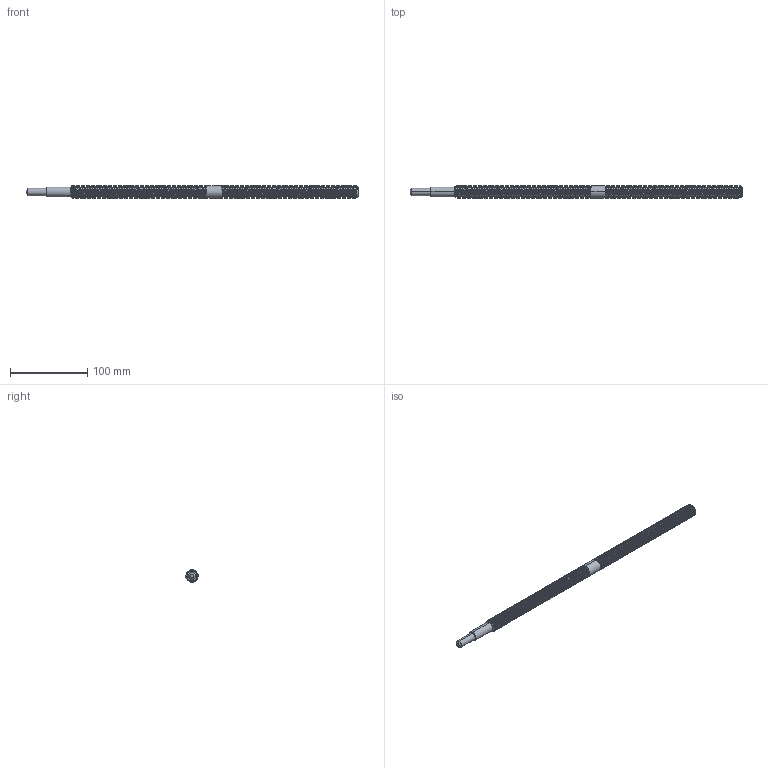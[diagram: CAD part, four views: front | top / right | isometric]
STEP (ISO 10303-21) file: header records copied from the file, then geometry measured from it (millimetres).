
FILE_DESCRIPTION (( 'STEP AP214' ), '1' );
FILE_NAME ('100210.STEP', '2025-08-24T21:04:39', ( '' ), ( '' ), 'SwSTEP 2.0', 'SolidWorks 2025', '' );
FILE_SCHEMA (( 'AUTOMOTIVE_DESIGN' ));
Length unit declared in the file: inch
Products named in the file (1): 100210
Bounding box: 428.62 x 15.86 x 15.88 mm (x, y, z)
Volume: 66400.8 mm3; surface area: 31289.1 mm2
Topology: 1 solids, 1 shells, 258 faces, 745 edges, 491 vertices
Faces by surface type: cylinder 228, plane 12, cone 10, bspline 6, torus 2
Entity records: 20844 total; most frequent: CARTESIAN_POINT 15417, ORIENTED_EDGE 1490, DIRECTION 813, EDGE_CURVE 745, VERTEX_POINT 491, AXIS2_PLACEMENT_3D 281, EDGE_LOOP 260, ADVANCED_FACE 258
